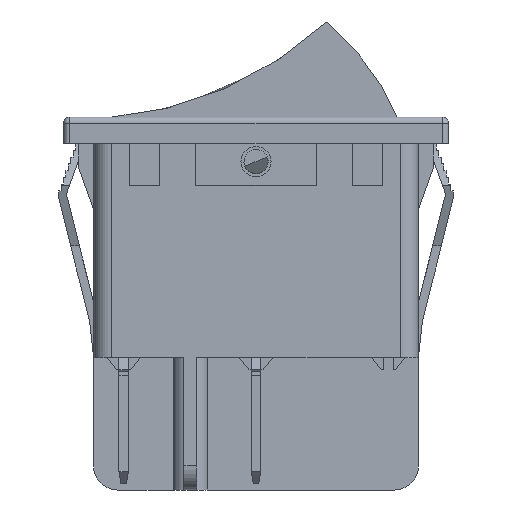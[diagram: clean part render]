
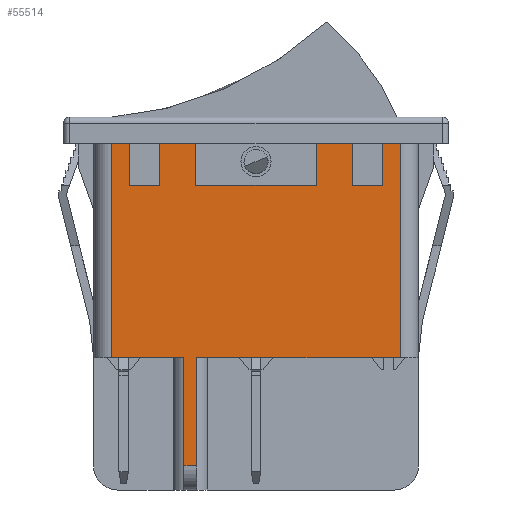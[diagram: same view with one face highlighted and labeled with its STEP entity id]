
A CAD part, front view. The second image highlights one B-rep face of the part: STEP entity #55514.
In plain terms, the highlighted planar face has unit normal (0, -1, 0).
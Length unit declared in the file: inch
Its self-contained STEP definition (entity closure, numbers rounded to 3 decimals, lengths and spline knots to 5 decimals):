
#51618=CARTESIAN_POINT('',(-0.47244,-0.42717,0.70079));
#51619=VERTEX_POINT('',#51618);
#51627=CARTESIAN_POINT('',(-0.41339,-0.42717,0.70079));
#51628=VERTEX_POINT('',#51627);
#51629=CARTESIAN_POINT('',(-0.41339,-0.42717,0.70079));
#51630=DIRECTION('',(-1.0,0.0,0.0));
#51631=VECTOR('',#51630,0.05906);
#51632=LINE('',#51629,#51631);
#51633=EDGE_CURVE('',#51628,#51619,#51632,.T.);
#51651=CARTESIAN_POINT('',(-0.31496,-0.42717,0.70079));
#51652=VERTEX_POINT('',#51651);
#51659=CARTESIAN_POINT('',(-0.19685,-0.42717,0.70079));
#51660=VERTEX_POINT('',#51659);
#51661=CARTESIAN_POINT('',(-0.19685,-0.42717,0.70079));
#51662=DIRECTION('',(-1.0,0.0,0.0));
#51663=VECTOR('',#51662,0.11811);
#51664=LINE('',#51661,#51663);
#51665=EDGE_CURVE('',#51660,#51652,#51664,.T.);
#51683=CARTESIAN_POINT('',(0.19685,-0.42717,0.70079));
#51684=VERTEX_POINT('',#51683);
#51691=CARTESIAN_POINT('',(0.31496,-0.42717,0.70079));
#51692=VERTEX_POINT('',#51691);
#51693=CARTESIAN_POINT('',(0.31496,-0.42717,0.70079));
#51694=DIRECTION('',(-1.0,0.0,0.0));
#51695=VECTOR('',#51694,0.11811);
#51696=LINE('',#51693,#51695);
#51697=EDGE_CURVE('',#51692,#51684,#51696,.T.);
#51715=CARTESIAN_POINT('',(0.41339,-0.42717,0.70079));
#51716=VERTEX_POINT('',#51715);
#51723=CARTESIAN_POINT('',(0.47244,-0.42717,0.70079));
#51724=VERTEX_POINT('',#51723);
#51725=CARTESIAN_POINT('',(0.47244,-0.42717,0.70079));
#51726=DIRECTION('',(-1.0,0.0,0.0));
#51727=VECTOR('',#51726,0.05906);
#51728=LINE('',#51725,#51727);
#51729=EDGE_CURVE('',#51724,#51716,#51728,.T.);
#55154=CARTESIAN_POINT('',(0.41339,-0.42717,0.56299));
#55155=VERTEX_POINT('',#55154);
#55172=CARTESIAN_POINT('',(0.31496,-0.42717,0.56299));
#55173=VERTEX_POINT('',#55172);
#55180=CARTESIAN_POINT('',(0.41339,-0.42717,0.56299));
#55181=DIRECTION('',(-1.0,0.0,0.0));
#55182=VECTOR('',#55181,0.09843);
#55183=LINE('',#55180,#55182);
#55184=EDGE_CURVE('',#55155,#55173,#55183,.T.);
#55202=CARTESIAN_POINT('',(0.31496,-0.42717,0.56299));
#55203=DIRECTION('',(0.0,0.0,1.0));
#55204=VECTOR('',#55203,0.1378);
#55205=LINE('',#55202,#55204);
#55206=EDGE_CURVE('',#55173,#51692,#55205,.T.);
#55216=CARTESIAN_POINT('',(0.19685,-0.42717,0.56299));
#55217=VERTEX_POINT('',#55216);
#55234=CARTESIAN_POINT('',(-0.19685,-0.42717,0.56299));
#55235=VERTEX_POINT('',#55234);
#55242=CARTESIAN_POINT('',(0.19685,-0.42717,0.56299));
#55243=DIRECTION('',(-1.0,0.0,0.0));
#55244=VECTOR('',#55243,0.3937);
#55245=LINE('',#55242,#55244);
#55246=EDGE_CURVE('',#55217,#55235,#55245,.T.);
#55264=CARTESIAN_POINT('',(-0.19685,-0.42717,0.56299));
#55265=DIRECTION('',(0.0,0.0,1.0));
#55266=VECTOR('',#55265,0.1378);
#55267=LINE('',#55264,#55266);
#55268=EDGE_CURVE('',#55235,#51660,#55267,.T.);
#55278=CARTESIAN_POINT('',(-0.31496,-0.42717,0.56299));
#55279=VERTEX_POINT('',#55278);
#55296=CARTESIAN_POINT('',(-0.41339,-0.42717,0.56299));
#55297=VERTEX_POINT('',#55296);
#55304=CARTESIAN_POINT('',(-0.31496,-0.42717,0.56299));
#55305=DIRECTION('',(-1.0,0.0,0.0));
#55306=VECTOR('',#55305,0.09843);
#55307=LINE('',#55304,#55306);
#55308=EDGE_CURVE('',#55279,#55297,#55307,.T.);
#55326=CARTESIAN_POINT('',(-0.41339,-0.42717,0.56299));
#55327=DIRECTION('',(0.0,0.0,1.0));
#55328=VECTOR('',#55327,0.1378);
#55329=LINE('',#55326,#55328);
#55330=EDGE_CURVE('',#55297,#51628,#55329,.T.);
#55361=CARTESIAN_POINT('',(0.19685,-0.42717,0.70079));
#55362=DIRECTION('',(0.0,0.0,-1.0));
#55363=VECTOR('',#55362,0.1378);
#55364=LINE('',#55361,#55363);
#55365=EDGE_CURVE('',#51684,#55217,#55364,.T.);
#55395=CARTESIAN_POINT('',(0.41339,-0.42717,0.70079));
#55396=DIRECTION('',(0.0,0.0,-1.0));
#55397=VECTOR('',#55396,0.1378);
#55398=LINE('',#55395,#55397);
#55399=EDGE_CURVE('',#51716,#55155,#55398,.T.);
#55429=CARTESIAN_POINT('',(-0.31496,-0.42717,0.70079));
#55430=DIRECTION('',(0.0,0.0,-1.0));
#55431=VECTOR('',#55430,0.1378);
#55432=LINE('',#55429,#55431);
#55433=EDGE_CURVE('',#51652,#55279,#55432,.T.);
#55440=CARTESIAN_POINT('',(0.47244,-0.42717,0.0));
#55441=DIRECTION('',(0.0,-1.0,0.0));
#55442=DIRECTION('',(0.0,0.0,-1.0));
#55443=AXIS2_PLACEMENT_3D('',#55440,#55441,#55442);
#55444=PLANE('',#55443);
#55445=ORIENTED_EDGE('',*,*,#55365,.T.);
#55446=ORIENTED_EDGE('',*,*,#55246,.T.);
#55447=ORIENTED_EDGE('',*,*,#55268,.T.);
#55448=ORIENTED_EDGE('',*,*,#51665,.T.);
#55449=ORIENTED_EDGE('',*,*,#55433,.T.);
#55450=ORIENTED_EDGE('',*,*,#55308,.T.);
#55451=ORIENTED_EDGE('',*,*,#55330,.T.);
#55452=ORIENTED_EDGE('',*,*,#51633,.T.);
#55453=CARTESIAN_POINT('',(-0.47244,-0.42717,0.0));
#55454=VERTEX_POINT('',#55453);
#55455=CARTESIAN_POINT('',(-0.47244,-0.42717,0.0));
#55456=DIRECTION('',(0.0,0.0,1.0));
#55457=VECTOR('',#55456,0.70079);
#55458=LINE('',#55455,#55457);
#55459=EDGE_CURVE('',#55454,#51619,#55458,.T.);
#55460=ORIENTED_EDGE('',*,*,#55459,.F.);
#55461=CARTESIAN_POINT('',(-0.23622,-0.42717,0.0));
#55462=VERTEX_POINT('',#55461);
#55463=CARTESIAN_POINT('',(-0.47244,-0.42717,0.0));
#55464=DIRECTION('',(1.0,0.0,0.0));
#55465=VECTOR('',#55464,0.23622);
#55466=LINE('',#55463,#55465);
#55467=EDGE_CURVE('',#55454,#55462,#55466,.T.);
#55468=ORIENTED_EDGE('',*,*,#55467,.T.);
#55469=CARTESIAN_POINT('',(-0.23622,-0.42717,-0.35433));
#55470=VERTEX_POINT('',#55469);
#55471=CARTESIAN_POINT('',(-0.23622,-0.42717,0.0));
#55472=DIRECTION('',(0.0,0.0,-1.0));
#55473=VECTOR('',#55472,0.35433);
#55474=LINE('',#55471,#55473);
#55475=EDGE_CURVE('',#55462,#55470,#55474,.T.);
#55476=ORIENTED_EDGE('',*,*,#55475,.T.);
#55477=CARTESIAN_POINT('',(-0.19449,-0.42717,-0.35433));
#55478=VERTEX_POINT('',#55477);
#55479=CARTESIAN_POINT('',(-0.19449,-0.42717,-0.35433));
#55480=DIRECTION('',(-1.0,0.0,0.0));
#55481=VECTOR('',#55480,0.04173);
#55482=LINE('',#55479,#55481);
#55483=EDGE_CURVE('',#55478,#55470,#55482,.T.);
#55484=ORIENTED_EDGE('',*,*,#55483,.F.);
#55485=CARTESIAN_POINT('',(-0.19449,-0.42717,0.0));
#55486=VERTEX_POINT('',#55485);
#55487=CARTESIAN_POINT('',(-0.19449,-0.42717,0.0));
#55488=DIRECTION('',(0.0,0.0,-1.0));
#55489=VECTOR('',#55488,0.35433);
#55490=LINE('',#55487,#55489);
#55491=EDGE_CURVE('',#55486,#55478,#55490,.T.);
#55492=ORIENTED_EDGE('',*,*,#55491,.F.);
#55493=CARTESIAN_POINT('',(0.47244,-0.42717,0.0));
#55494=VERTEX_POINT('',#55493);
#55495=CARTESIAN_POINT('',(-0.19449,-0.42717,0.0));
#55496=DIRECTION('',(1.0,0.0,0.0));
#55497=VECTOR('',#55496,0.66693);
#55498=LINE('',#55495,#55497);
#55499=EDGE_CURVE('',#55486,#55494,#55498,.T.);
#55500=ORIENTED_EDGE('',*,*,#55499,.T.);
#55501=CARTESIAN_POINT('',(0.47244,-0.42717,0.0));
#55502=DIRECTION('',(0.0,0.0,1.0));
#55503=VECTOR('',#55502,0.70079);
#55504=LINE('',#55501,#55503);
#55505=EDGE_CURVE('',#55494,#51724,#55504,.T.);
#55506=ORIENTED_EDGE('',*,*,#55505,.T.);
#55507=ORIENTED_EDGE('',*,*,#51729,.T.);
#55508=ORIENTED_EDGE('',*,*,#55399,.T.);
#55509=ORIENTED_EDGE('',*,*,#55184,.T.);
#55510=ORIENTED_EDGE('',*,*,#55206,.T.);
#55511=ORIENTED_EDGE('',*,*,#51697,.T.);
#55512=EDGE_LOOP('',(#55445,#55446,#55447,#55448,#55449,#55450,#55451,#55452,#55460,#55468,#55476,#55484,#55492,#55500,#55506,#55507,#55508,#55509,#55510,#55511));
#55513=FACE_OUTER_BOUND('',#55512,.T.);
#55514=ADVANCED_FACE('',(#55513),#55444,.T.);
